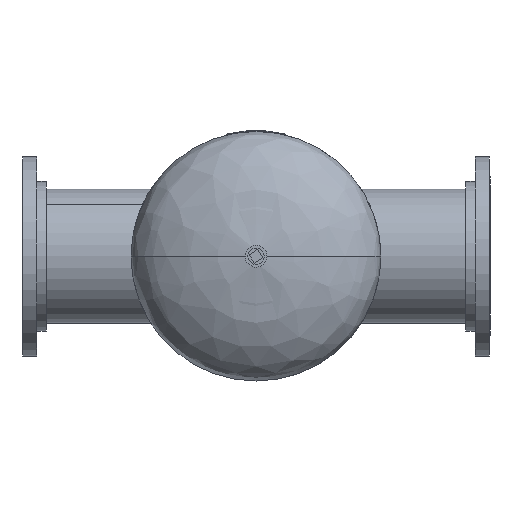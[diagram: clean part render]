
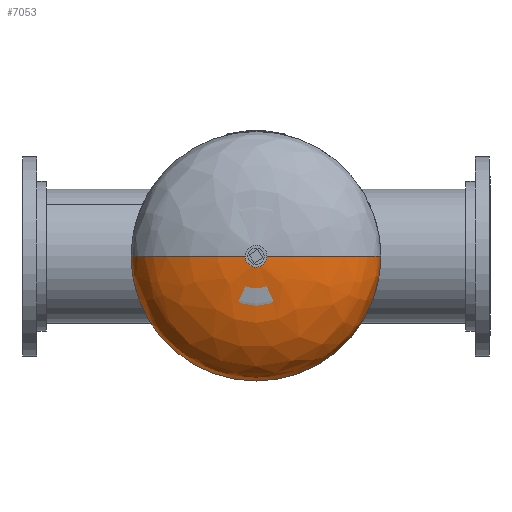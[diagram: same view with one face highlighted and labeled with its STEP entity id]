
A CAD part, front view. The second image highlights one B-rep face of the part: STEP entity #7053.
In plain terms, the highlighted free-form (B-spline) face has degree [3, 3] with [4, 4] control points.
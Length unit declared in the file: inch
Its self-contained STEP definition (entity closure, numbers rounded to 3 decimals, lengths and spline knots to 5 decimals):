
#14 = ORIENTED_EDGE ( 'NONE', *, *, #9942, .T. ) ;
#176 = ORIENTED_EDGE ( 'NONE', *, *, #4960, .F. ) ;
#382 = CARTESIAN_POINT ( 'NONE',  ( 6.24942, 5.39635, 0. ) ) ;
#531 = VERTEX_POINT ( 'NONE', #2261 ) ;
#706 = CARTESIAN_POINT ( 'NONE',  ( 0.75, 5.60574, 0. ) ) ;
#870 = ORIENTED_EDGE ( 'NONE', *, *, #1701, .T. ) ;
#1085 = CARTESIAN_POINT ( 'NONE',  ( -10., 0.5575, 0. ) ) ;
#1092 = DIRECTION ( 'NONE',  ( 0., -1., 0. ) ) ;
#1122 = CARTESIAN_POINT ( 'NONE',  ( -6.24942, 5.39635, -12.49885 ) ) ;
#1229 = CIRCLE ( 'NONE', #5248, 10. ) ;
#1263 = ORIENTED_EDGE ( 'NONE', *, *, #7817, .F. ) ;
#1370 = VERTEX_POINT ( 'NONE', #2560 ) ;
#1506 = DIRECTION ( 'NONE',  ( 0., -1., 0. ) ) ;
#1701 = EDGE_CURVE ( 'NONE', #5251, #1370, #6984, .T. ) ;
#1919 = CARTESIAN_POINT ( 'NONE',  ( -10., 0.5575, 0. ) ) ;
#2071 = CARTESIAN_POINT ( 'NONE',  ( 0.75, 5.60574, -1.5 ) ) ;
#2190 = DIRECTION ( 'NONE',  ( 0., 0., -1. ) ) ;
#2261 = CARTESIAN_POINT ( 'NONE',  ( -10., 0.5575, 0. ) ) ;
#2521 = CIRCLE ( 'NONE', #2675, 10. ) ;
#2560 = CARTESIAN_POINT ( 'NONE',  ( 0.75, 5.60574, 0. ) ) ;
#2675 = AXIS2_PLACEMENT_3D ( 'NONE', #5287, #1506, #3757 ) ;
#2714 = EDGE_CURVE ( 'NONE', #4201, #5251, #4619, .T. ) ;
#2768 = VERTEX_POINT ( 'NONE', #8268 ) ;
#2794 = FACE_OUTER_BOUND ( 'NONE', #3647, .T. ) ;
#2969 = CARTESIAN_POINT ( 'NONE',  ( 0., 0.5575, 0. ) ) ;
#3185 = EDGE_CURVE ( 'NONE', #4201, #531, #3265, .T. ) ;
#3265 =( BOUNDED_CURVE ( )  B_SPLINE_CURVE ( 3, ( #8253, #5170, #9768, #1085 ),
 .UNSPECIFIED., .F., .T. ) 
 B_SPLINE_CURVE_WITH_KNOTS ( ( 4, 4 ),
 ( 1.64587, 3.14159 ),
 .UNSPECIFIED. ) 
 CURVE ( )  GEOMETRIC_REPRESENTATION_ITEM ( )  RATIONAL_B_SPLINE_CURVE ( ( 1., 0.822, 0.822, 1. ) ) 
 REPRESENTATION_ITEM ( '' )  );
#3474 = CARTESIAN_POINT ( 'NONE',  ( -10., 3.34945, -20. ) ) ;
#3555 = VERTEX_POINT ( 'NONE', #4110 ) ;
#3605 =( BOUNDED_SURFACE ( )  B_SPLINE_SURFACE ( 3, 3, ( 
 ( #3633, #5266, #2071, #5889 ),
 ( #8242, #1122, #5998, #382 ),
 ( #8443, #3474, #9188, #4319 ),
 ( #1919, #9802, #6713, #6663 ) ),
 .UNSPECIFIED., .F., .F., .T. ) 
 B_SPLINE_SURFACE_WITH_KNOTS ( ( 4, 4 ),
 ( 4, 4 ),
 ( 0., 1. ),
 ( 0., 1. ),
 .UNSPECIFIED. ) 
 GEOMETRIC_REPRESENTATION_ITEM ( )  RATIONAL_B_SPLINE_SURFACE ( (
 ( 1., 0.333, 0.333, 1.),
 ( 0.822, 0.274, 0.274, 0.822),
 ( 0.822, 0.274, 0.274, 0.822),
 ( 1., 0.333, 0.333, 1.) ) ) 
 REPRESENTATION_ITEM ( '' )  SURFACE ( )  );
#3633 = CARTESIAN_POINT ( 'NONE',  ( -0.75, 5.60574, 0. ) ) ;
#3647 = EDGE_LOOP ( 'NONE', ( #4489, #4452, #870, #14, #176, #1263 ) ) ;
#3757 = DIRECTION ( 'NONE',  ( 0., 0., -1. ) ) ;
#4110 = CARTESIAN_POINT ( 'NONE',  ( 10., 0.5575, 0. ) ) ;
#4201 = VERTEX_POINT ( 'NONE', #8843 ) ;
#4319 = CARTESIAN_POINT ( 'NONE',  ( 10., 3.34945, 0. ) ) ;
#4452 = ORIENTED_EDGE ( 'NONE', *, *, #2714, .T. ) ;
#4489 = ORIENTED_EDGE ( 'NONE', *, *, #3185, .F. ) ;
#4619 = CIRCLE ( 'NONE', #9956, 0.75 ) ;
#4960 = EDGE_CURVE ( 'NONE', #2768, #3555, #1229, .T. ) ;
#5132 = DIRECTION ( 'NONE',  ( 0., -1., 0. ) ) ;
#5170 = CARTESIAN_POINT ( 'NONE',  ( -6.24942, 5.39635, 0. ) ) ;
#5248 = AXIS2_PLACEMENT_3D ( 'NONE', #2969, #7731, #2190 ) ;
#5251 = VERTEX_POINT ( 'NONE', #8101 ) ;
#5266 = CARTESIAN_POINT ( 'NONE',  ( -0.75, 5.60574, -1.5 ) ) ;
#5287 = CARTESIAN_POINT ( 'NONE',  ( 0., 0.5575, 0. ) ) ;
#5749 =( BOUNDED_CURVE ( )  B_SPLINE_CURVE ( 3, ( #706, #8043, #7091, #6414 ),
 .UNSPECIFIED., .F., .T. ) 
 B_SPLINE_CURVE_WITH_KNOTS ( ( 4, 4 ),
 ( 1.64587, 3.14159 ),
 .UNSPECIFIED. ) 
 CURVE ( )  GEOMETRIC_REPRESENTATION_ITEM ( )  RATIONAL_B_SPLINE_CURVE ( ( 1., 0.822, 0.822, 1. ) ) 
 REPRESENTATION_ITEM ( '' )  );
#5889 = CARTESIAN_POINT ( 'NONE',  ( 0.75, 5.60574, 0. ) ) ;
#5998 = CARTESIAN_POINT ( 'NONE',  ( 6.24942, 5.39635, -12.49885 ) ) ;
#6414 = CARTESIAN_POINT ( 'NONE',  ( 10., 0.5575, 0. ) ) ;
#6663 = CARTESIAN_POINT ( 'NONE',  ( 10., 0.5575, 0. ) ) ;
#6713 = CARTESIAN_POINT ( 'NONE',  ( 10., 0.5575, -20. ) ) ;
#6745 = DIRECTION ( 'NONE',  ( 0., 0., -1. ) ) ;
#6984 = CIRCLE ( 'NONE', #10321, 0.75 ) ;
#7053 = ADVANCED_FACE ( 'NONE', ( #2794 ), #3605, .F. ) ;
#7091 = CARTESIAN_POINT ( 'NONE',  ( 10., 3.34945, 0. ) ) ;
#7575 = DIRECTION ( 'NONE',  ( 0., 0., -1. ) ) ;
#7731 = DIRECTION ( 'NONE',  ( 0., -1., 0. ) ) ;
#7817 = EDGE_CURVE ( 'NONE', #531, #2768, #2521, .T. ) ;
#8043 = CARTESIAN_POINT ( 'NONE',  ( 6.24942, 5.39635, 0. ) ) ;
#8101 = CARTESIAN_POINT ( 'NONE',  ( 0., 5.60574, -0.75 ) ) ;
#8242 = CARTESIAN_POINT ( 'NONE',  ( -6.24942, 5.39635, 0. ) ) ;
#8253 = CARTESIAN_POINT ( 'NONE',  ( -0.75, 5.60574, 0. ) ) ;
#8268 = CARTESIAN_POINT ( 'NONE',  ( 0., 0.5575, -10. ) ) ;
#8443 = CARTESIAN_POINT ( 'NONE',  ( -10., 3.34945, 0. ) ) ;
#8843 = CARTESIAN_POINT ( 'NONE',  ( -0.75, 5.60574, 0. ) ) ;
#8995 = CARTESIAN_POINT ( 'NONE',  ( 0., 5.60574, 0. ) ) ;
#9161 = CARTESIAN_POINT ( 'NONE',  ( 0., 5.60574, 0. ) ) ;
#9188 = CARTESIAN_POINT ( 'NONE',  ( 10., 3.34945, -20. ) ) ;
#9768 = CARTESIAN_POINT ( 'NONE',  ( -10., 3.34945, 0. ) ) ;
#9802 = CARTESIAN_POINT ( 'NONE',  ( -10., 0.5575, -20. ) ) ;
#9942 = EDGE_CURVE ( 'NONE', #1370, #3555, #5749, .T. ) ;
#9956 = AXIS2_PLACEMENT_3D ( 'NONE', #9161, #5132, #6745 ) ;
#10321 = AXIS2_PLACEMENT_3D ( 'NONE', #8995, #1092, #7575 ) ;
